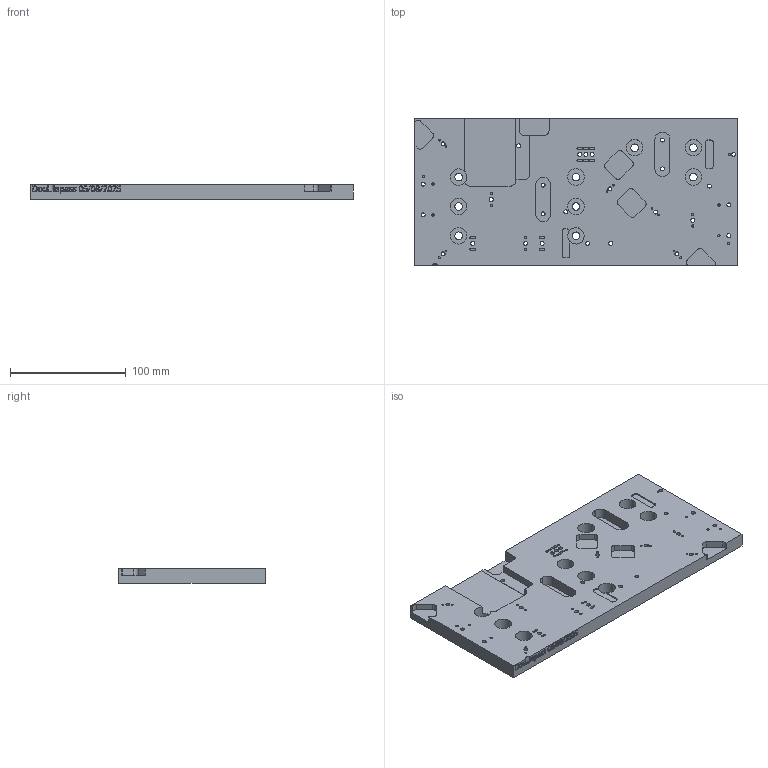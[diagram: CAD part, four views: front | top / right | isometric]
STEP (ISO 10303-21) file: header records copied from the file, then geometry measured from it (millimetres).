
FILE_DESCRIPTION(('FreeCAD Model'),'2;1');
FILE_NAME('Open CASCADE Shape Model','2025-05-08T11:09:42',(''),(''), 'Open CASCADE STEP processor 7.8','FreeCAD','Unknown');
FILE_SCHEMA(('AUTOMOTIVE_DESIGN { 1 0 10303 214 1 1 1 1 }'));
Length unit declared in the file: millimetre
Products named in the file (1): Doublepass
Bounding box: 279.4 x 127 x 12.7 mm (x, y, z)
Volume: 392603.2 mm3; surface area: 92262.2 mm2
Topology: 1 solids, 1 shells, 767 faces, 2082 edges, 1391 vertices
Faces by surface type: extrusion 364, plane 259, cylinder 144
Full cylindrical faces by diameter (mm): 1.6 x11, 2 x12, 3.454 x27, 6.604 x9, 14.287 x9
Entity records: 24848 total; most frequent: CARTESIAN_POINT 6433, ORIENTED_EDGE 4164, DIRECTION 2826, EDGE_CURVE 2082, VECTOR 1414, VERTEX_POINT 1391, B_SPLINE_CURVE_WITH_KNOTS 1094, LINE 1050
